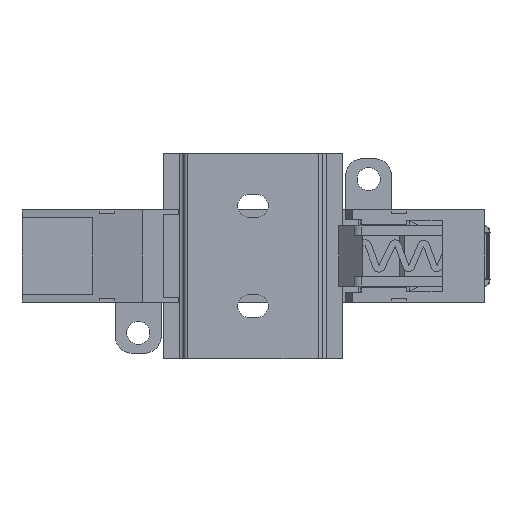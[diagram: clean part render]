
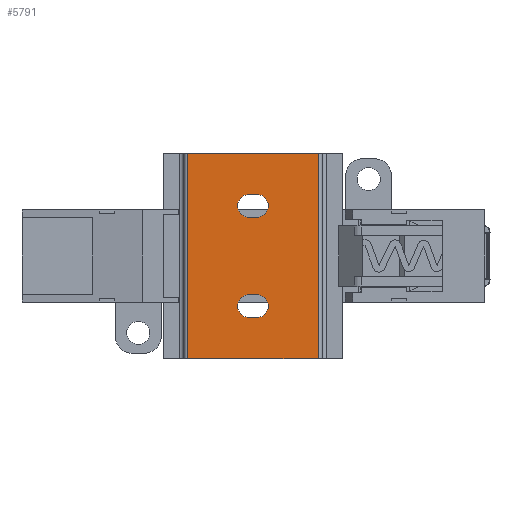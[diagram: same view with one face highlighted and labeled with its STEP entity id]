
A CAD part, front view. The second image highlights one B-rep face of the part: STEP entity #5791.
In plain terms, the highlighted face is planar.
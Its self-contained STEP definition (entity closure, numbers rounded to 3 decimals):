
#182 = ORIENTED_EDGE ( 'NONE', *, *, #15800, .T. ) ;
#277 = VERTEX_POINT ( 'NONE', #21680 ) ;
#313 = LINE ( 'NONE', #16696, #1965 ) ;
#588 = LINE ( 'NONE', #12126, #14448 ) ;
#720 = DIRECTION ( 'NONE',  ( 0., 0., 1. ) ) ;
#875 = DIRECTION ( 'NONE',  ( 1., 0., 0. ) ) ;
#1431 = LINE ( 'NONE', #4416, #4691 ) ;
#1449 = DIRECTION ( 'NONE',  ( -1., 0., 0. ) ) ;
#1452 = CIRCLE ( 'NONE', #8028, 2.25 ) ;
#1501 = VERTEX_POINT ( 'NONE', #13903 ) ;
#1586 = VERTEX_POINT ( 'NONE', #19544 ) ;
#1647 = EDGE_LOOP ( 'NONE', ( #5066, #12287, #8442, #12388, #182 ) ) ;
#1673 = CARTESIAN_POINT ( 'NONE',  ( -43.25, 12.5, 2.5 ) ) ;
#1965 = VECTOR ( 'NONE', #21965, 1000. ) ;
#2032 = VERTEX_POINT ( 'NONE', #1673 ) ;
#2493 = VECTOR ( 'NONE', #11054, 1000. ) ;
#2519 = EDGE_CURVE ( 'NONE', #16457, #6267, #13764, .T. ) ;
#2562 = ORIENTED_EDGE ( 'NONE', *, *, #2519, .T. ) ;
#2924 = CARTESIAN_POINT ( 'NONE',  ( -55.2, 40., 2.5 ) ) ;
#2984 = AXIS2_PLACEMENT_3D ( 'NONE', #14841, #720, #875 ) ;
#3282 = DIRECTION ( 'NONE',  ( 1., 0., 0. ) ) ;
#3504 = DIRECTION ( 'NONE',  ( 1., 0., 0. ) ) ;
#3663 = DIRECTION ( 'NONE',  ( 0., 0., 1. ) ) ;
#3804 = DIRECTION ( 'NONE',  ( -1., 0., 0. ) ) ;
#3997 = CARTESIAN_POINT ( 'NONE',  ( -55.2, 40., 2.5 ) ) ;
#4416 = CARTESIAN_POINT ( 'NONE',  ( -55.2, 40., 2.5 ) ) ;
#4459 = ORIENTED_EDGE ( 'NONE', *, *, #8441, .F. ) ;
#4478 = AXIS2_PLACEMENT_3D ( 'NONE', #15214, #14990, #9838 ) ;
#4496 = CARTESIAN_POINT ( 'NONE',  ( -41.75, 8., 2.5 ) ) ;
#4670 = VECTOR ( 'NONE', #5132, 1000. ) ;
#4691 = VECTOR ( 'NONE', #18321, 1000. ) ;
#4828 = ORIENTED_EDGE ( 'NONE', *, *, #20701, .F. ) ;
#4903 = DIRECTION ( 'NONE',  ( 1., 0., 0. ) ) ;
#4945 = CARTESIAN_POINT ( 'NONE',  ( -39.5, 29.75, 2.5 ) ) ;
#5066 = ORIENTED_EDGE ( 'NONE', *, *, #7460, .T. ) ;
#5132 = DIRECTION ( 'NONE',  ( 1., 0., 0. ) ) ;
#5791 = ADVANCED_FACE ( 'NONE', ( #20631, #22485, #20854 ), #20217, .F. ) ;
#6267 = VERTEX_POINT ( 'NONE', #4945 ) ;
#6317 = CARTESIAN_POINT ( 'NONE',  ( -43.25, 27.5, 2.5 ) ) ;
#6624 = VERTEX_POINT ( 'NONE', #4496 ) ;
#6991 = DIRECTION ( 'NONE',  ( 0., -1., 0. ) ) ;
#7460 = EDGE_CURVE ( 'NONE', #1501, #2032, #21593, .T. ) ;
#7806 = EDGE_CURVE ( 'NONE', #21178, #16457, #19109, .T. ) ;
#8028 = AXIS2_PLACEMENT_3D ( 'NONE', #20893, #19040, #13925 ) ;
#8076 = CARTESIAN_POINT ( 'NONE',  ( -55.2, 0., 2.5 ) ) ;
#8441 = EDGE_CURVE ( 'NONE', #18404, #14848, #21013, .T. ) ;
#8442 = ORIENTED_EDGE ( 'NONE', *, *, #20865, .T. ) ;
#9289 = EDGE_CURVE ( 'NONE', #6267, #19008, #20423, .T. ) ;
#9810 = CARTESIAN_POINT ( 'NONE',  ( -41.75, 27.5, 2.5 ) ) ;
#9838 = DIRECTION ( 'NONE',  ( 1., 0., 0. ) ) ;
#10057 = EDGE_CURVE ( 'NONE', #19874, #21178, #11622, .T. ) ;
#10154 = CARTESIAN_POINT ( 'NONE',  ( -55.2, 40., 2.5 ) ) ;
#10321 = CARTESIAN_POINT ( 'NONE',  ( -43.25, 32., 2.5 ) ) ;
#10363 = ORIENTED_EDGE ( 'NONE', *, *, #7806, .T. ) ;
#11054 = DIRECTION ( 'NONE',  ( 0., -1., 0. ) ) ;
#11141 = EDGE_CURVE ( 'NONE', #1586, #18164, #588, .T. ) ;
#11603 = EDGE_CURVE ( 'NONE', #18164, #14848, #313, .T. ) ;
#11622 = CIRCLE ( 'NONE', #17573, 2.25 ) ;
#11658 = AXIS2_PLACEMENT_3D ( 'NONE', #20960, #3663, #12308 ) ;
#12119 = ORIENTED_EDGE ( 'NONE', *, *, #13937, .T. ) ;
#12126 = CARTESIAN_POINT ( 'NONE',  ( -29.8, 40., 2.5 ) ) ;
#12287 = ORIENTED_EDGE ( 'NONE', *, *, #18656, .T. ) ;
#12308 = DIRECTION ( 'NONE',  ( 1., 0., 0. ) ) ;
#12388 = ORIENTED_EDGE ( 'NONE', *, *, #20242, .T. ) ;
#12461 = CARTESIAN_POINT ( 'NONE',  ( -43.25, 12.5, 2.5 ) ) ;
#13220 = VERTEX_POINT ( 'NONE', #17059 ) ;
#13405 = CARTESIAN_POINT ( 'NONE',  ( -43.25, 8., 2.5 ) ) ;
#13442 = CIRCLE ( 'NONE', #15987, 2.25 ) ;
#13484 = DIRECTION ( 'NONE',  ( 0., 0., 1. ) ) ;
#13719 = DIRECTION ( 'NONE',  ( 0., 0., 1. ) ) ;
#13764 = CIRCLE ( 'NONE', #4478, 2.25 ) ;
#13903 = CARTESIAN_POINT ( 'NONE',  ( -41.75, 12.5, 2.5 ) ) ;
#13925 = DIRECTION ( 'NONE',  ( 1., 0., 0. ) ) ;
#13937 = EDGE_CURVE ( 'NONE', #19008, #19874, #14316, .T. ) ;
#14316 = LINE ( 'NONE', #10321, #19514 ) ;
#14448 = VECTOR ( 'NONE', #6991, 1000. ) ;
#14449 = VECTOR ( 'NONE', #3504, 1000. ) ;
#14536 = EDGE_LOOP ( 'NONE', ( #12119, #16747, #10363, #2562, #17936 ) ) ;
#14841 = CARTESIAN_POINT ( 'NONE',  ( -41.75, 29.75, 2.5 ) ) ;
#14848 = VERTEX_POINT ( 'NONE', #8076 ) ;
#14957 = CARTESIAN_POINT ( 'NONE',  ( -41.75, 32., 2.5 ) ) ;
#14990 = DIRECTION ( 'NONE',  ( 0., 0., 1. ) ) ;
#15183 = CARTESIAN_POINT ( 'NONE',  ( -43.25, 27.5, 2.5 ) ) ;
#15214 = CARTESIAN_POINT ( 'NONE',  ( -41.75, 29.75, 2.5 ) ) ;
#15488 = DIRECTION ( 'NONE',  ( 0., 0., 1. ) ) ;
#15609 = CIRCLE ( 'NONE', #11658, 2.25 ) ;
#15800 = EDGE_CURVE ( 'NONE', #277, #1501, #13442, .T. ) ;
#15987 = AXIS2_PLACEMENT_3D ( 'NONE', #22021, #13484, #4903 ) ;
#16457 = VERTEX_POINT ( 'NONE', #9810 ) ;
#16696 = CARTESIAN_POINT ( 'NONE',  ( -55.2, 0., 2.5 ) ) ;
#16747 = ORIENTED_EDGE ( 'NONE', *, *, #10057, .T. ) ;
#16915 = EDGE_LOOP ( 'NONE', ( #22490, #4459, #4828, #21449 ) ) ;
#17059 = CARTESIAN_POINT ( 'NONE',  ( -43.25, 8., 2.5 ) ) ;
#17490 = AXIS2_PLACEMENT_3D ( 'NONE', #10154, #13719, #18989 ) ;
#17573 = AXIS2_PLACEMENT_3D ( 'NONE', #22459, #15488, #3282 ) ;
#17936 = ORIENTED_EDGE ( 'NONE', *, *, #9289, .T. ) ;
#18164 = VERTEX_POINT ( 'NONE', #19291 ) ;
#18321 = DIRECTION ( 'NONE',  ( -1., 0., 0. ) ) ;
#18404 = VERTEX_POINT ( 'NONE', #2924 ) ;
#18656 = EDGE_CURVE ( 'NONE', #2032, #13220, #15609, .T. ) ;
#18989 = DIRECTION ( 'NONE',  ( 1., 0., 0. ) ) ;
#19008 = VERTEX_POINT ( 'NONE', #14957 ) ;
#19040 = DIRECTION ( 'NONE',  ( 0., 0., 1. ) ) ;
#19109 = LINE ( 'NONE', #15183, #14449 ) ;
#19291 = CARTESIAN_POINT ( 'NONE',  ( -29.8, 0., 2.5 ) ) ;
#19514 = VECTOR ( 'NONE', #1449, 1000. ) ;
#19544 = CARTESIAN_POINT ( 'NONE',  ( -29.8, 40., 2.5 ) ) ;
#19874 = VERTEX_POINT ( 'NONE', #21511 ) ;
#19942 = VECTOR ( 'NONE', #3804, 1000. ) ;
#20217 = PLANE ( 'NONE',  #17490 ) ;
#20242 = EDGE_CURVE ( 'NONE', #6624, #277, #1452, .T. ) ;
#20423 = CIRCLE ( 'NONE', #2984, 2.25 ) ;
#20631 = FACE_BOUND ( 'NONE', #1647, .T. ) ;
#20701 = EDGE_CURVE ( 'NONE', #1586, #18404, #1431, .T. ) ;
#20854 = FACE_OUTER_BOUND ( 'NONE', #16915, .T. ) ;
#20865 = EDGE_CURVE ( 'NONE', #13220, #6624, #22099, .T. ) ;
#20893 = CARTESIAN_POINT ( 'NONE',  ( -41.75, 10.25, 2.5 ) ) ;
#20960 = CARTESIAN_POINT ( 'NONE',  ( -43.25, 10.25, 2.5 ) ) ;
#21013 = LINE ( 'NONE', #3997, #2493 ) ;
#21178 = VERTEX_POINT ( 'NONE', #6317 ) ;
#21449 = ORIENTED_EDGE ( 'NONE', *, *, #11141, .T. ) ;
#21511 = CARTESIAN_POINT ( 'NONE',  ( -43.25, 32., 2.5 ) ) ;
#21593 = LINE ( 'NONE', #12461, #19942 ) ;
#21680 = CARTESIAN_POINT ( 'NONE',  ( -39.5, 10.25, 2.5 ) ) ;
#21965 = DIRECTION ( 'NONE',  ( -1., 0., 0. ) ) ;
#22021 = CARTESIAN_POINT ( 'NONE',  ( -41.75, 10.25, 2.5 ) ) ;
#22099 = LINE ( 'NONE', #13405, #4670 ) ;
#22459 = CARTESIAN_POINT ( 'NONE',  ( -43.25, 29.75, 2.5 ) ) ;
#22485 = FACE_BOUND ( 'NONE', #14536, .T. ) ;
#22490 = ORIENTED_EDGE ( 'NONE', *, *, #11603, .T. ) ;
